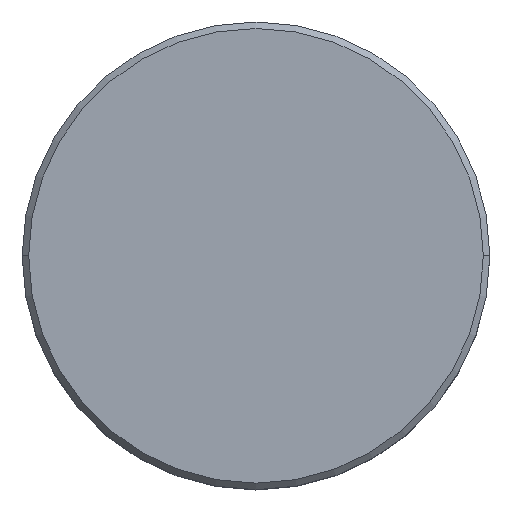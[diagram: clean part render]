
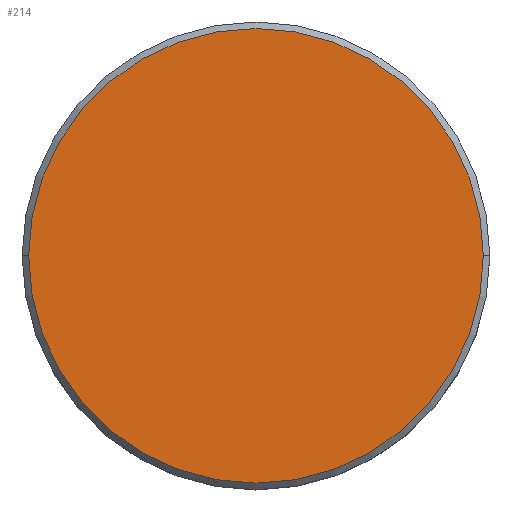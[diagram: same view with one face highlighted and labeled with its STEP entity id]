
A CAD part, top view. The second image highlights one B-rep face of the part: STEP entity #214.
In plain terms, the highlighted planar face has unit normal (0, 0, 1).
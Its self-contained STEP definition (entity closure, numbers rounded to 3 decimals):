
#19 = VERTEX_POINT ( 'NONE', #384 ) ;
#21 = AXIS2_PLACEMENT_3D ( 'NONE', #358, #349, #395 ) ;
#42 = VERTEX_POINT ( 'NONE', #200 ) ;
#57 = AXIS2_PLACEMENT_3D ( 'NONE', #440, #134, #435 ) ;
#116 = EDGE_LOOP ( 'NONE', ( #219, #313 ) ) ;
#134 = DIRECTION ( 'NONE',  ( 0., 0., 1. ) ) ;
#136 = EDGE_CURVE ( 'NONE', #42, #19, #170, .T. ) ;
#161 = AXIS2_PLACEMENT_3D ( 'NONE', #195, #270, #236 ) ;
#170 = CIRCLE ( 'NONE', #21, 17.5 ) ;
#195 = CARTESIAN_POINT ( 'NONE',  ( 0., 0., 0. ) ) ;
#200 = CARTESIAN_POINT ( 'NONE',  ( -17.5, 0., 0. ) ) ;
#214 = ADVANCED_FACE ( 'NONE', ( #398 ), #266, .T. ) ;
#219 = ORIENTED_EDGE ( 'NONE', *, *, #136, .T. ) ;
#236 = DIRECTION ( 'NONE',  ( 1., 0., 0. ) ) ;
#266 = PLANE ( 'NONE',  #161 ) ;
#270 = DIRECTION ( 'NONE',  ( 0., 0., 1. ) ) ;
#307 = CIRCLE ( 'NONE', #57, 17.5 ) ;
#313 = ORIENTED_EDGE ( 'NONE', *, *, #430, .T. ) ;
#349 = DIRECTION ( 'NONE',  ( 0., 0., 1. ) ) ;
#358 = CARTESIAN_POINT ( 'NONE',  ( 0., 0., 0. ) ) ;
#384 = CARTESIAN_POINT ( 'NONE',  ( 17.5, 0., 0. ) ) ;
#395 = DIRECTION ( 'NONE',  ( 1., 0., 0. ) ) ;
#398 = FACE_OUTER_BOUND ( 'NONE', #116, .T. ) ;
#430 = EDGE_CURVE ( 'NONE', #19, #42, #307, .T. ) ;
#435 = DIRECTION ( 'NONE',  ( 1., 0., 0. ) ) ;
#440 = CARTESIAN_POINT ( 'NONE',  ( 0., 0., 0. ) ) ;
